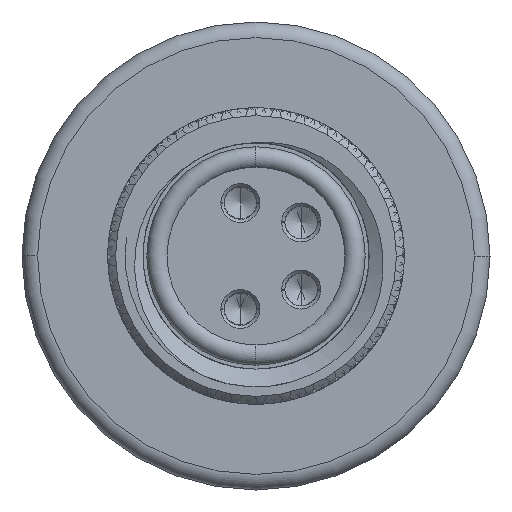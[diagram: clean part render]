
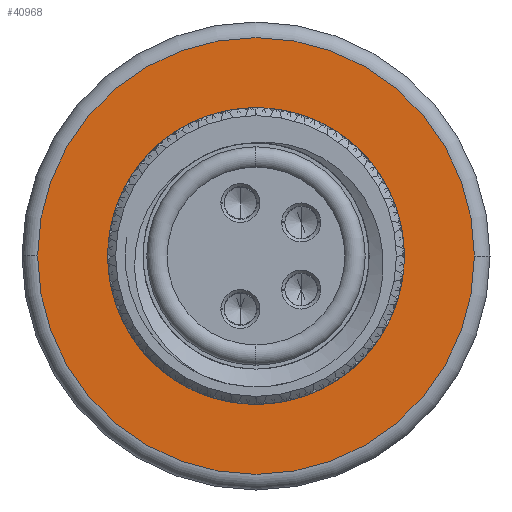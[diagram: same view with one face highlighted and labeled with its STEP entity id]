
A CAD part, left-side view. The second image highlights one B-rep face of the part: STEP entity #40968.
In plain terms, the highlighted planar face has unit normal (-1, 0, 0).
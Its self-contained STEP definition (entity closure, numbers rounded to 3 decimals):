
#1=CARTESIAN_POINT('',(-14.,0.,0.));
#2=DIRECTION('',(-1.,0.,0.));
#3=DIRECTION('',(0.,-1.,0.));
#4=AXIS2_PLACEMENT_3D('',#1,#2,#3);
#6=CARTESIAN_POINT('',(-14.,0.,0.));
#7=DIRECTION('',(-1.,0.,0.));
#8=DIRECTION('',(0.,1.,0.));
#9=AXIS2_PLACEMENT_3D('',#6,#7,#8);
#11=CARTESIAN_POINT('',(-14.,0.,0.));
#12=DIRECTION('',(1.,0.,0.));
#13=DIRECTION('',(0.,1.,0.));
#14=AXIS2_PLACEMENT_3D('',#11,#12,#13);
#16=CARTESIAN_POINT('',(-14.,0.,0.));
#17=DIRECTION('',(1.,0.,0.));
#18=DIRECTION('',(0.,-1.,0.));
#19=AXIS2_PLACEMENT_3D('',#16,#17,#18);
#36972=CARTESIAN_POINT('',(-14.,-7.,0.));
#36973=CARTESIAN_POINT('',(-14.,7.,0.));
#36974=VERTEX_POINT('',#36972);
#36975=VERTEX_POINT('',#36973);
#37140=CARTESIAN_POINT('',(-14.,3.,0.));
#37141=CARTESIAN_POINT('',(-14.,-3.,0.));
#37142=VERTEX_POINT('',#37140);
#37143=VERTEX_POINT('',#37141);
#40951=CARTESIAN_POINT('',(-14.,0.,0.));
#40952=DIRECTION('',(1.,0.,0.));
#40953=DIRECTION('',(0.,-1.,0.));
#40954=AXIS2_PLACEMENT_3D('',#40951,#40952,#40953);
#40955=PLANE('',#40954);
#40957=ORIENTED_EDGE('',*,*,#40956,.F.);
#40959=ORIENTED_EDGE('',*,*,#40958,.F.);
#40960=EDGE_LOOP('',(#40957,#40959));
#40961=FACE_OUTER_BOUND('',#40960,.F.);
#40963=ORIENTED_EDGE('',*,*,#40962,.F.);
#40965=ORIENTED_EDGE('',*,*,#40964,.F.);
#40966=EDGE_LOOP('',(#40963,#40965));
#40967=FACE_BOUND('',#40966,.F.);
#40968=ADVANCED_FACE('',(#40961,#40967),#40955,.F.);
#5=CIRCLE('',#4,7.);
#10=CIRCLE('',#9,7.);
#15=CIRCLE('',#14,3.);
#20=CIRCLE('',#19,3.);
#40956=EDGE_CURVE('',#36974,#36975,#5,.T.);
#40958=EDGE_CURVE('',#36975,#36974,#10,.T.);
#40962=EDGE_CURVE('',#37142,#37143,#15,.T.);
#40964=EDGE_CURVE('',#37143,#37142,#20,.T.);
